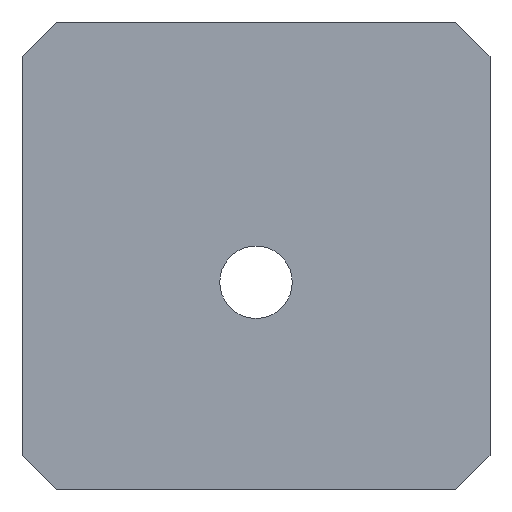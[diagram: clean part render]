
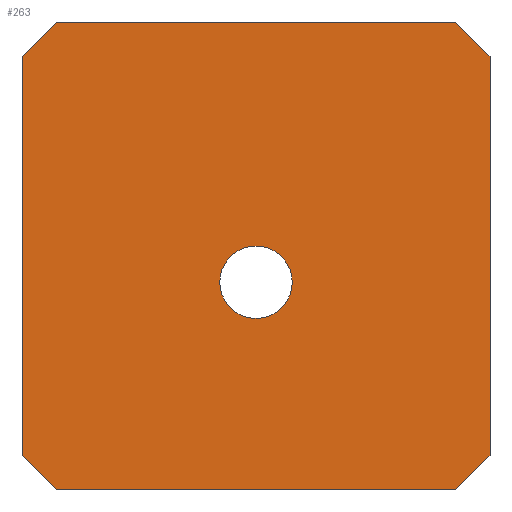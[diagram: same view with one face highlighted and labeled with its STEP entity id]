
A CAD part, front view. The second image highlights one B-rep face of the part: STEP entity #263.
In plain terms, the highlighted planar face has unit normal (0, -1, 0).
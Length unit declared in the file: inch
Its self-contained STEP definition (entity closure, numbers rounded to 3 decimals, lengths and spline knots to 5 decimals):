
#18=FACE_BOUND('',#64,.T.);
#30=PLANE('',#298);
#45=FACE_OUTER_BOUND('',#63,.T.);
#63=EDGE_LOOP('',(#237,#238,#239,#240,#241,#242,#243,#244));
#64=EDGE_LOOP('',(#245));
#68=LINE('',#384,#95);
#72=LINE('',#391,#99);
#80=LINE('',#409,#107);
#82=LINE('',#413,#109);
#84=LINE('',#417,#111);
#86=LINE('',#421,#113);
#88=LINE('',#425,#115);
#89=LINE('',#427,#116);
#95=VECTOR('',#312,0.3937);
#99=VECTOR('',#318,0.3937);
#107=VECTOR('',#332,0.3937);
#109=VECTOR('',#336,0.3937);
#111=VECTOR('',#340,0.3937);
#113=VECTOR('',#344,0.3937);
#115=VECTOR('',#348,0.3937);
#116=VECTOR('',#351,0.3937);
#119=CIRCLE('',#279,0.058);
#125=VERTEX_POINT('',#372);
#129=VERTEX_POINT('',#381);
#130=VERTEX_POINT('',#383);
#132=VERTEX_POINT('',#389);
#139=VERTEX_POINT('',#407);
#140=VERTEX_POINT('',#411);
#141=VERTEX_POINT('',#415);
#142=VERTEX_POINT('',#419);
#143=VERTEX_POINT('',#423);
#147=EDGE_CURVE('',#125,#125,#119,.T.);
#152=EDGE_CURVE('',#129,#130,#68,.T.);
#156=EDGE_CURVE('',#132,#129,#72,.T.);
#165=EDGE_CURVE('',#139,#132,#80,.T.);
#167=EDGE_CURVE('',#140,#139,#82,.T.);
#169=EDGE_CURVE('',#141,#140,#84,.T.);
#171=EDGE_CURVE('',#142,#141,#86,.T.);
#173=EDGE_CURVE('',#143,#142,#88,.T.);
#174=EDGE_CURVE('',#130,#143,#89,.T.);
#237=ORIENTED_EDGE('',*,*,#152,.F.);
#238=ORIENTED_EDGE('',*,*,#156,.F.);
#239=ORIENTED_EDGE('',*,*,#165,.F.);
#240=ORIENTED_EDGE('',*,*,#167,.F.);
#241=ORIENTED_EDGE('',*,*,#169,.F.);
#242=ORIENTED_EDGE('',*,*,#171,.F.);
#243=ORIENTED_EDGE('',*,*,#173,.F.);
#244=ORIENTED_EDGE('',*,*,#174,.F.);
#245=ORIENTED_EDGE('',*,*,#147,.T.);
#263=ADVANCED_FACE('',(#45,#18),#30,.F.);
#279=AXIS2_PLACEMENT_3D('',#373,#303,#304);
#298=AXIS2_PLACEMENT_3D('',#440,#368,#369);
#303=DIRECTION('center_axis',(0.,1.,0.));
#304=DIRECTION('ref_axis',(1.,0.,0.));
#312=DIRECTION('',(-0.707,0.,0.707));
#318=DIRECTION('',(-1.,0.,0.));
#332=DIRECTION('',(-0.707,0.,-0.707));
#336=DIRECTION('',(0.,0.,-1.));
#340=DIRECTION('',(0.707,0.,-0.707));
#344=DIRECTION('',(1.,0.,0.));
#348=DIRECTION('',(0.707,0.,0.707));
#351=DIRECTION('',(0.,0.,1.));
#368=DIRECTION('center_axis',(0.,1.,0.));
#369=DIRECTION('ref_axis',(1.,0.,0.));
#372=CARTESIAN_POINT('',(-0.06261,0.,0.00086));
#373=CARTESIAN_POINT('Origin',(-0.00461,0.,0.00086));
#381=CARTESIAN_POINT('',(-0.32461,0.,-0.33214));
#383=CARTESIAN_POINT('',(-0.37961,0.,-0.27714));
#384=CARTESIAN_POINT('',(-0.34161,0.,-0.31514));
#389=CARTESIAN_POINT('',(0.31539,0.,-0.33214));
#391=CARTESIAN_POINT('',(0.37039,0.,-0.33214));
#407=CARTESIAN_POINT('',(0.37039,0.,-0.27714));
#409=CARTESIAN_POINT('',(0.33239,0.,-0.31514));
#411=CARTESIAN_POINT('',(0.37039,0.,0.36286));
#413=CARTESIAN_POINT('',(0.37039,0.,0.41786));
#415=CARTESIAN_POINT('',(0.31539,0.,0.41786));
#417=CARTESIAN_POINT('',(0.35339,0.,0.37986));
#419=CARTESIAN_POINT('',(-0.32461,0.,0.41786));
#421=CARTESIAN_POINT('',(-0.37961,0.,0.41786));
#423=CARTESIAN_POINT('',(-0.37961,0.,0.36286));
#425=CARTESIAN_POINT('',(-0.36261,0.,0.37986));
#427=CARTESIAN_POINT('',(-0.37961,0.,-0.33214));
#440=CARTESIAN_POINT('Origin',(-0.00461,0.,0.00086));
